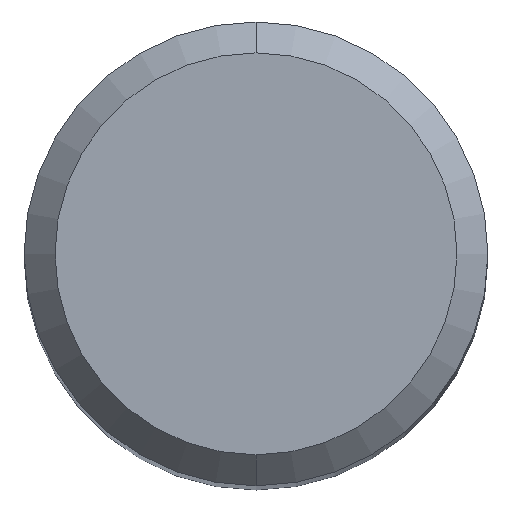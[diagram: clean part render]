
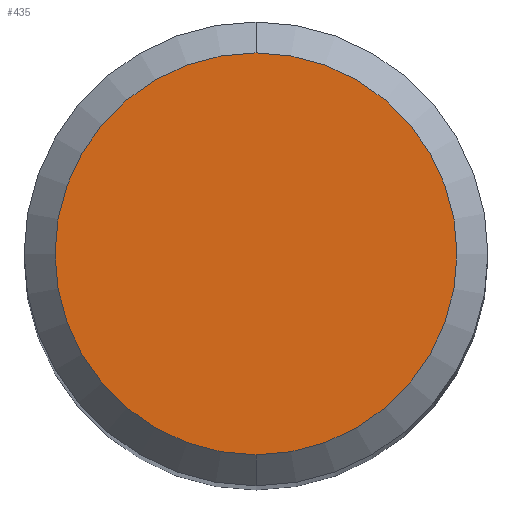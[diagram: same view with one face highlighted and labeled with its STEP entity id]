
A CAD part, top view. The second image highlights one B-rep face of the part: STEP entity #435.
In plain terms, the highlighted planar face has unit normal (0, 0, 1).
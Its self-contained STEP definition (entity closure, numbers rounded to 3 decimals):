
#199=EDGE_CURVE('',#221,#253,#514,.T.);
#221=VERTEX_POINT('',#539);
#253=VERTEX_POINT('',#574);
#417=EDGE_CURVE('',#253,#221,#759,.T.);
#435=ADVANCED_FACE('',(#777),#778,.T.);
#514=CIRCLE('',#867,2.6);
#539=CARTESIAN_POINT('',(0.,-2.6,0.0));
#574=CARTESIAN_POINT('',(0.0,2.6,0.0));
#759=CIRCLE('',#1390,2.6);
#777=FACE_OUTER_BOUND('',#1418,.T.);
#778=PLANE('',#1419);
#867=AXIS2_PLACEMENT_3D('',#1491,#1492,#1493);
#1390=AXIS2_PLACEMENT_3D('',#1784,#1785,#1786);
#1418=EDGE_LOOP('',(#1790,#1791));
#1419=AXIS2_PLACEMENT_3D('',#1792,#1793,#1794);
#1491=CARTESIAN_POINT('',(0.0,0.0,0.0));
#1492=DIRECTION('',(0.0,0.0,-1.0));
#1493=DIRECTION('',(0.0,1.0,0.0));
#1784=CARTESIAN_POINT('',(0.0,0.0,0.0));
#1785=DIRECTION('',(0.0,0.0,-1.0));
#1786=DIRECTION('',(0.0,1.0,0.0));
#1790=ORIENTED_EDGE('',*,*,#417,.F.);
#1791=ORIENTED_EDGE('',*,*,#199,.F.);
#1792=CARTESIAN_POINT('',(0.0,1.3,0.0));
#1793=DIRECTION('',(-0.0,0.0,1.0));
#1794=DIRECTION('',(0.0,-1.0,0.0));
